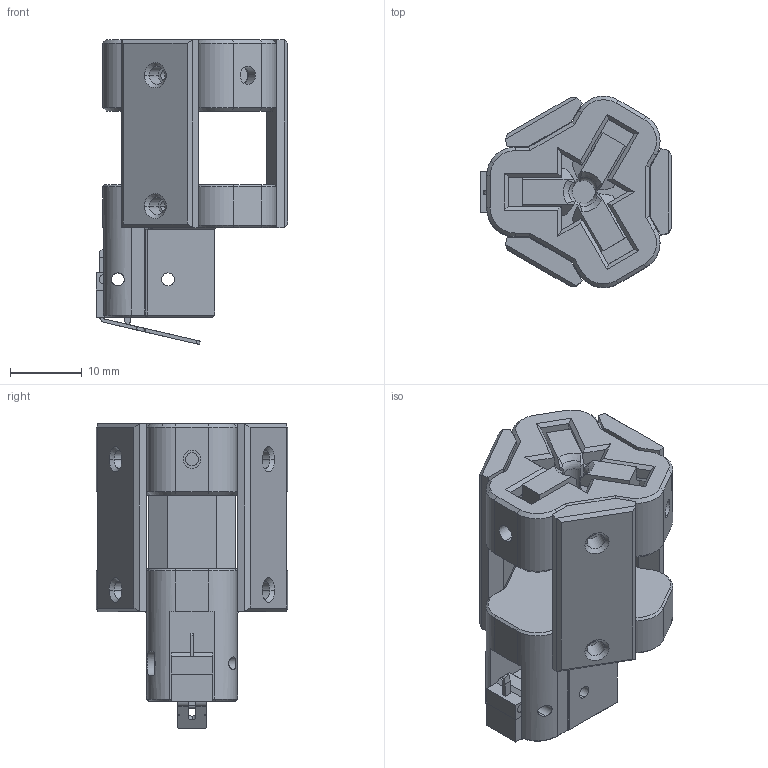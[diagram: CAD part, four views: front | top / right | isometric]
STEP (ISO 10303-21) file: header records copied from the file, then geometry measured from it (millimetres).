
FILE_DESCRIPTION (( 'STEP AP214' ), '1' );
FILE_NAME ('PROBE V3.STEP', '2022-11-12T17:45:42', ( '' ), ( '' ), 'SwSTEP 2.0', 'SolidWorks 2019', '' );
FILE_SCHEMA (( 'AUTOMOTIVE_DESIGN' ));
Length unit declared in the file: millimetre
Products named in the file (11): PROBE V3; Limit_SwitchFINAL; EDGE PIECE; Limit_SwitchFINAL_D‚faut; PROBE V3 SWITCH HOLDER
Assembly tree (6 placements, depth 2):
  PROBE V3
    Limit_SwitchFINAL_D‚faut
    PROBE V3
    PROBE V3 SWITCH HOLDER
    EDGE PIECE  x3
  Limit_SwitchFINAL
  EDGE PIECE
  PROBE V3
  EDGE PIECE
Bounding box: 26.71 x 26.7 x 42.56 mm (x, y, z)
Volume: 10273.3 mm3; surface area: 8776.9 mm2
Topology: 10 solids, 10 shells, 709 faces, 1805 edges, 1151 vertices
Faces by surface type: plane 475, cylinder 112, cone 62, bspline 57, torus 3
Entity records: 25045 total; most frequent: CARTESIAN_POINT 7648, ORIENTED_EDGE 3398, DIRECTION 2998, EDGE_CURVE 1699, LINE 1264, VECTOR 1264, VERTEX_POINT 1087, AXIS2_PLACEMENT_3D 867
